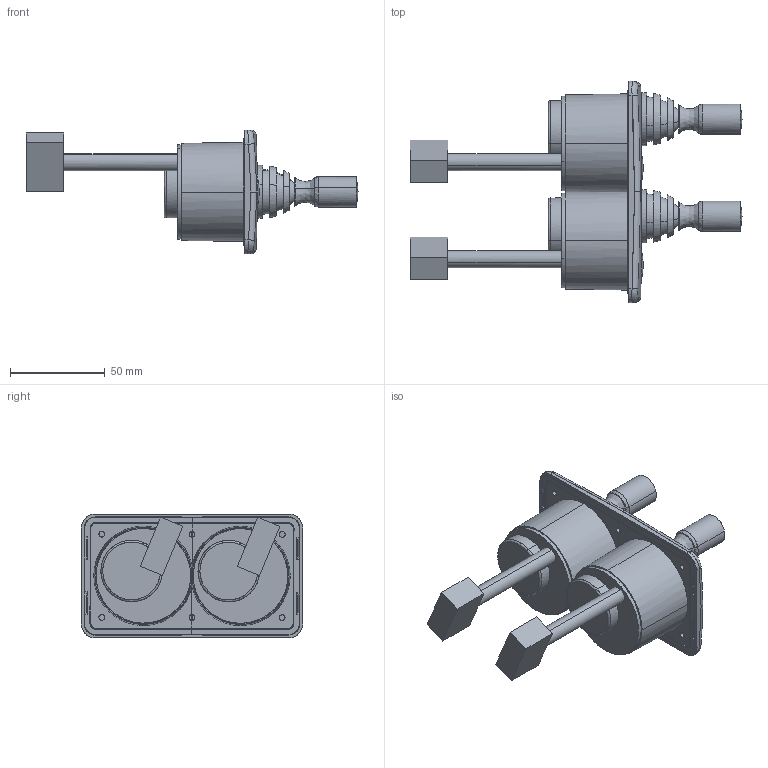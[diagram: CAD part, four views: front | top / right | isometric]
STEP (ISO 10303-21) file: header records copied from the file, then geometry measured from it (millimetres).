
FILE_DESCRIPTION(('CATIA V5 STEP Exchange'),'2;1');
FILE_NAME('2007.06.12 DOUBLE JOYSTICK - MPOP8068.stp','2019-04-22T07:09:00+00:00',('none'),('none'),'CATIA Version 5 Release 21 GA (IN-10)','CATIA V5 STEP AP203','none');
FILE_SCHEMA(('CONFIG_CONTROL_DESIGN'));
Products named in the file (1): 2006.02.22 assemblage joystick double
Bounding box: 175.4 x 117 x 65.5 mm (x, y, z)
Surface area: 92668.8 mm2 (no closed solid volume)
Topology: 0 solids, 745 shells, 745 faces, 3683 edges, 3649 vertices
Faces by surface type: bspline 434, plane 251, cylinder 56, revolution 4
Entity records: 53886 total; most frequent: CARTESIAN_POINT 31284, ORIENTED_EDGE 3649, EDGE_CURVE 3649, VERTEX_POINT 3649, B_SPLINE_CURVE_WITH_KNOTS 2466, DIRECTION 1805, VECTOR 1029, LINE 1029
